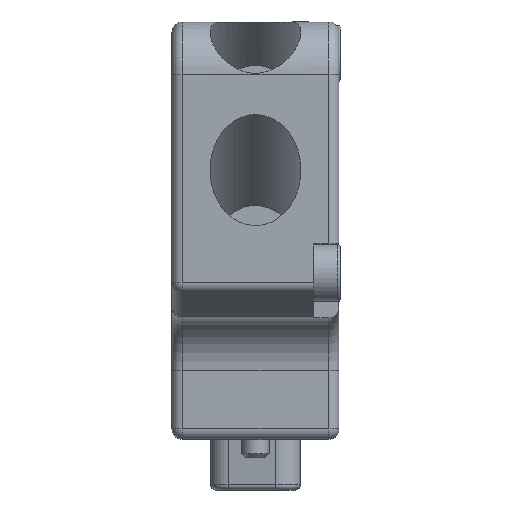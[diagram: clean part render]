
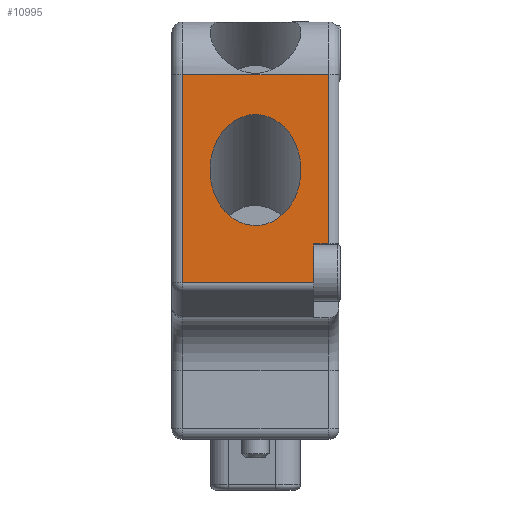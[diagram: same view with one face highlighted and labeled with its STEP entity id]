
A CAD part, front view. The second image highlights one B-rep face of the part: STEP entity #10995.
In plain terms, the highlighted face is planar.
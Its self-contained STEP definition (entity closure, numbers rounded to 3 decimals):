
#10747=ELLIPSE('',#32648,5.249,4.3);
#10995=ADVANCED_FACE('',(#13835,#13836),#12275,.T.);
#12275=PLANE('',#32649);
#13835=FACE_BOUND('',#14241,.T.);
#13836=FACE_BOUND('',#14242,.T.);
#14241=EDGE_LOOP('',(#16743));
#14242=EDGE_LOOP('',(#16744,#16745,#16746,#16747,#16748,#16749));
#16743=ORIENTED_EDGE('',*,*,#25066,.F.);
#16744=ORIENTED_EDGE('',*,*,#25067,.T.);
#16745=ORIENTED_EDGE('',*,*,#25068,.T.);
#16746=ORIENTED_EDGE('',*,*,#24850,.T.);
#16747=ORIENTED_EDGE('',*,*,#25069,.F.);
#16748=ORIENTED_EDGE('',*,*,#25070,.T.);
#16749=ORIENTED_EDGE('',*,*,#24904,.T.);
#22573=VERTEX_POINT('',#41546);
#22574=VERTEX_POINT('',#41547);
#22625=VERTEX_POINT('',#41657);
#22626=VERTEX_POINT('',#41659);
#22760=VERTEX_POINT('',#42129);
#22761=VERTEX_POINT('',#42131);
#22762=VERTEX_POINT('',#42134);
#24850=EDGE_CURVE('',#22573,#22574,#28025,.T.);
#24904=EDGE_CURVE('',#22626,#22625,#28060,.T.);
#25066=EDGE_CURVE('',#22760,#22760,#10747,.T.);
#25067=EDGE_CURVE('',#22625,#22761,#28180,.T.);
#25068=EDGE_CURVE('',#22761,#22573,#28181,.T.);
#25069=EDGE_CURVE('',#22762,#22574,#28182,.T.);
#25070=EDGE_CURVE('',#22762,#22626,#28183,.T.);
#28025=LINE('',#41545,#30596);
#28060=LINE('',#41658,#30631);
#28180=LINE('',#42130,#30751);
#28181=LINE('',#42132,#30752);
#28182=LINE('',#42133,#30753);
#28183=LINE('',#42135,#30754);
#30596=VECTOR('',#35224,1.);
#30631=VECTOR('',#35309,1.);
#30751=VECTOR('',#35537,1.);
#30752=VECTOR('',#35538,1.);
#30753=VECTOR('',#35539,1.);
#30754=VECTOR('',#35540,1.);
#32648=AXIS2_PLACEMENT_3D('',#42128,#35535,#35536);
#32649=AXIS2_PLACEMENT_3D('',#42136,#35541,#35542);
#35224=DIRECTION('',(-1.,0.,0.));
#35309=DIRECTION('',(0.,-1.,0.));
#35535=DIRECTION('',(0.,0.,1.));
#35536=DIRECTION('',(-1.,0.,0.));
#35537=DIRECTION('',(1.,0.,0.));
#35538=DIRECTION('',(0.,1.,0.));
#35539=DIRECTION('',(0.,-1.,0.));
#35540=DIRECTION('',(-1.,0.,0.));
#35541=DIRECTION('',(0.,0.,1.));
#35542=DIRECTION('',(1.,0.,0.));
#41545=CARTESIAN_POINT('',(20.499,1.65,54.));
#41546=CARTESIAN_POINT('',(19.979,1.65,54.));
#41547=CARTESIAN_POINT('',(16.3,1.65,54.));
#41657=CARTESIAN_POINT('',(0.3,-10.75,54.));
#41658=CARTESIAN_POINT('',(0.3,4.05,54.));
#41659=CARTESIAN_POINT('',(0.3,3.05,54.));
#42128=CARTESIAN_POINT('',(9.305,-3.85,54.));
#42129=CARTESIAN_POINT('',(4.056,-3.85,54.));
#42130=CARTESIAN_POINT('',(20.499,-10.75,54.));
#42131=CARTESIAN_POINT('',(19.979,-10.75,54.));
#42132=CARTESIAN_POINT('',(19.979,4.05,54.));
#42133=CARTESIAN_POINT('',(16.3,11.85,54.));
#42134=CARTESIAN_POINT('',(16.3,3.05,54.));
#42135=CARTESIAN_POINT('',(0.3,3.05,54.));
#42136=CARTESIAN_POINT('',(20.499,4.05,54.));
